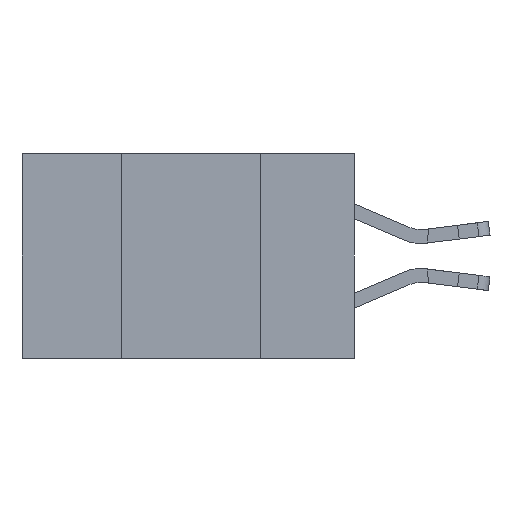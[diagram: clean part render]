
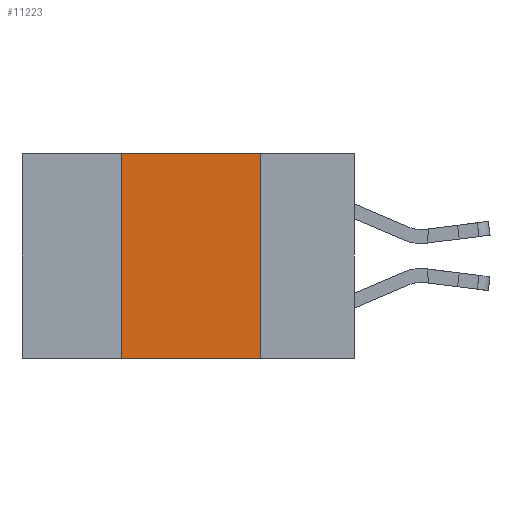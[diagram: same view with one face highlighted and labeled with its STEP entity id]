
A CAD part, left-side view. The second image highlights one B-rep face of the part: STEP entity #11223.
In plain terms, the highlighted planar face has unit normal (-1, 0, 0).
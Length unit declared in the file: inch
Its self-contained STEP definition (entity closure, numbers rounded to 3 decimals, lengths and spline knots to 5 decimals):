
#902 = DIRECTION ( 'NONE',  ( 0., -1., 0. ) ) ;
#1328 = EDGE_CURVE ( 'NONE', #10558, #12080, #11919, .T. ) ;
#1419 = ORIENTED_EDGE ( 'NONE', *, *, #3220, .T. ) ;
#2271 = LINE ( 'NONE', #7618, #14332 ) ;
#2474 = DIRECTION ( 'NONE',  ( 1., 0., 0. ) ) ;
#2682 = LINE ( 'NONE', #17206, #11395 ) ;
#3132 = ORIENTED_EDGE ( 'NONE', *, *, #1328, .F. ) ;
#3220 = EDGE_CURVE ( 'NONE', #8416, #12080, #2271, .T. ) ;
#3514 = DIRECTION ( 'NONE',  ( 0., 0., -1. ) ) ;
#4322 = LINE ( 'NONE', #15045, #6078 ) ;
#6078 = VECTOR ( 'NONE', #6805, 39.37008 ) ;
#6425 = ORIENTED_EDGE ( 'NONE', *, *, #14834, .F. ) ;
#6614 = AXIS2_PLACEMENT_3D ( 'NONE', #10259, #2474, #3514 ) ;
#6665 = DIRECTION ( 'NONE',  ( 0., 0., -1. ) ) ;
#6805 = DIRECTION ( 'NONE',  ( 0., -1., 0. ) ) ;
#7080 = CARTESIAN_POINT ( 'NONE',  ( 0., 0.17, 0. ) ) ;
#7618 = CARTESIAN_POINT ( 'NONE',  ( 0., 0.6, -0.37 ) ) ;
#8416 = VERTEX_POINT ( 'NONE', #8549 ) ;
#8549 = CARTESIAN_POINT ( 'NONE',  ( 0., 0.42, -0.37 ) ) ;
#8706 = EDGE_CURVE ( 'NONE', #8416, #11977, #2682, .T. ) ;
#8946 = PLANE ( 'NONE',  #6614 ) ;
#9459 = VECTOR ( 'NONE', #6665, 39.37008 ) ;
#10125 = CARTESIAN_POINT ( 'NONE',  ( 0., 0.42, 0. ) ) ;
#10259 = CARTESIAN_POINT ( 'NONE',  ( 0., 0.6, 0. ) ) ;
#10558 = VERTEX_POINT ( 'NONE', #7080 ) ;
#10570 = DIRECTION ( 'NONE',  ( 0., 0., 1. ) ) ;
#11223 = ADVANCED_FACE ( 'NONE', ( #15542 ), #8946, .F. ) ;
#11395 = VECTOR ( 'NONE', #10570, 39.37008 ) ;
#11833 = CARTESIAN_POINT ( 'NONE',  ( 0., 0.17, -0.37 ) ) ;
#11919 = LINE ( 'NONE', #11833, #9459 ) ;
#11977 = VERTEX_POINT ( 'NONE', #10125 ) ;
#12080 = VERTEX_POINT ( 'NONE', #16033 ) ;
#12688 = EDGE_LOOP ( 'NONE', ( #3132, #6425, #15188, #1419 ) ) ;
#14332 = VECTOR ( 'NONE', #902, 39.37008 ) ;
#14834 = EDGE_CURVE ( 'NONE', #11977, #10558, #4322, .T. ) ;
#15045 = CARTESIAN_POINT ( 'NONE',  ( 0., 0.6, 0. ) ) ;
#15188 = ORIENTED_EDGE ( 'NONE', *, *, #8706, .F. ) ;
#15542 = FACE_OUTER_BOUND ( 'NONE', #12688, .T. ) ;
#16033 = CARTESIAN_POINT ( 'NONE',  ( 0., 0.17, -0.37 ) ) ;
#17206 = CARTESIAN_POINT ( 'NONE',  ( 0., 0.42, -0.37 ) ) ;
